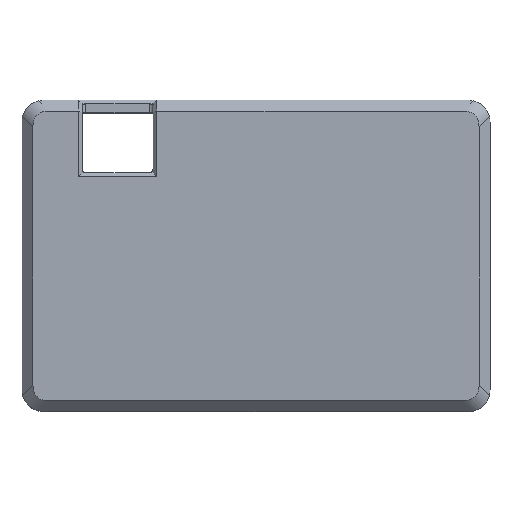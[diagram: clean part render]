
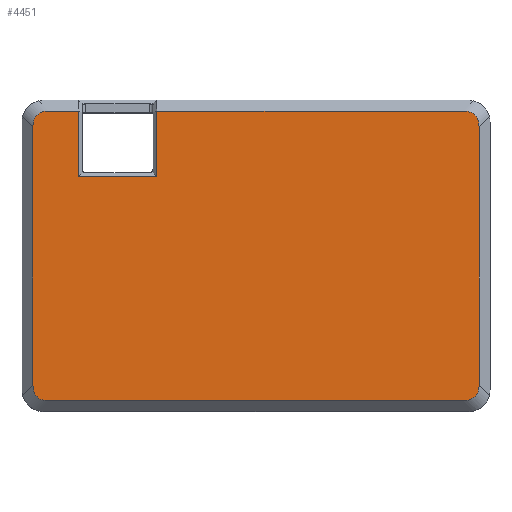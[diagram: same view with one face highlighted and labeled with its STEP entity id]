
A CAD part, top view. The second image highlights one B-rep face of the part: STEP entity #4451.
In plain terms, the highlighted planar face has unit normal (0, 0, 1).
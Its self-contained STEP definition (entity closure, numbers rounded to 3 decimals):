
#154=ELLIPSE('',#4743,10.392,6.);
#155=ELLIPSE('',#4744,10.392,6.);
#156=ELLIPSE('',#4745,10.392,6.);
#157=ELLIPSE('',#4746,10.392,6.);
#447=ORIENTED_EDGE('',*,*,#1803,.T.);
#448=ORIENTED_EDGE('',*,*,#1804,.T.);
#449=ORIENTED_EDGE('',*,*,#1805,.T.);
#450=ORIENTED_EDGE('',*,*,#1806,.T.);
#451=ORIENTED_EDGE('',*,*,#1807,.T.);
#452=ORIENTED_EDGE('',*,*,#1808,.T.);
#453=ORIENTED_EDGE('',*,*,#1809,.T.);
#454=ORIENTED_EDGE('',*,*,#1810,.T.);
#455=ORIENTED_EDGE('',*,*,#1811,.T.);
#456=ORIENTED_EDGE('',*,*,#1812,.T.);
#457=ORIENTED_EDGE('',*,*,#1813,.T.);
#458=ORIENTED_EDGE('',*,*,#1814,.T.);
#1803=EDGE_CURVE('',#2481,#2482,#2887,.T.);
#1804=EDGE_CURVE('',#2482,#2483,#2888,.T.);
#1805=EDGE_CURVE('',#2483,#2484,#2889,.T.);
#1806=EDGE_CURVE('',#2484,#2485,#154,.T.);
#1807=EDGE_CURVE('',#2485,#2486,#2890,.T.);
#1808=EDGE_CURVE('',#2486,#2487,#155,.T.);
#1809=EDGE_CURVE('',#2487,#2488,#2891,.T.);
#1810=EDGE_CURVE('',#2488,#2489,#156,.T.);
#1811=EDGE_CURVE('',#2489,#2490,#2892,.T.);
#1812=EDGE_CURVE('',#2490,#2491,#157,.T.);
#1813=EDGE_CURVE('',#2491,#2492,#2893,.T.);
#1814=EDGE_CURVE('',#2492,#2481,#2894,.T.);
#2481=VERTEX_POINT('',#6725);
#2482=VERTEX_POINT('',#6726);
#2483=VERTEX_POINT('',#6728);
#2484=VERTEX_POINT('',#6730);
#2485=VERTEX_POINT('',#6732);
#2486=VERTEX_POINT('',#6734);
#2487=VERTEX_POINT('',#6736);
#2488=VERTEX_POINT('',#6738);
#2489=VERTEX_POINT('',#6740);
#2490=VERTEX_POINT('',#6742);
#2491=VERTEX_POINT('',#6744);
#2492=VERTEX_POINT('',#6746);
#2887=LINE('',#6724,#3326);
#2888=LINE('',#6727,#3327);
#2889=LINE('',#6729,#3328);
#2890=LINE('',#6733,#3329);
#2891=LINE('',#6737,#3330);
#2892=LINE('',#6741,#3331);
#2893=LINE('',#6745,#3332);
#2894=LINE('',#6747,#3333);
#3326=VECTOR('',#5277,1000.);
#3327=VECTOR('',#5278,1000.);
#3328=VECTOR('',#5279,1000.);
#3329=VECTOR('',#5282,1000.);
#3330=VECTOR('',#5285,1000.);
#3331=VECTOR('',#5288,1000.);
#3332=VECTOR('',#5291,1000.);
#3333=VECTOR('',#5292,1000.);
#3727=EDGE_LOOP('',(#447,#448,#449,#450,#451,#452,#453,#454,#455,#456,#457,
#458));
#4023=FACE_BOUND('',#3727,.T.);
#4315=PLANE('',#4742);
#4451=ADVANCED_FACE('',(#4023),#4315,.T.);
#4742=AXIS2_PLACEMENT_3D('',#6723,#5275,#5276);
#4743=AXIS2_PLACEMENT_3D('',#6731,#5280,#5281);
#4744=AXIS2_PLACEMENT_3D('',#6735,#5283,#5284);
#4745=AXIS2_PLACEMENT_3D('',#6739,#5286,#5287);
#4746=AXIS2_PLACEMENT_3D('',#6743,#5289,#5290);
#5275=DIRECTION('',(0.,0.,1.));
#5276=DIRECTION('',(1.,0.,0.));
#5277=DIRECTION('',(-1.,0.,0.));
#5278=DIRECTION('',(0.,1.,0.));
#5279=DIRECTION('',(-1.,0.,0.));
#5280=DIRECTION('',(0.,0.,1.));
#5281=DIRECTION('',(0.707,-0.707,0.));
#5282=DIRECTION('',(0.,-1.,0.));
#5283=DIRECTION('',(0.,0.,1.));
#5284=DIRECTION('',(0.707,0.707,0.));
#5285=DIRECTION('',(1.,0.,0.));
#5286=DIRECTION('',(0.,0.,1.));
#5287=DIRECTION('',(0.707,-0.707,0.));
#5288=DIRECTION('',(0.,1.,0.));
#5289=DIRECTION('',(0.,0.,1.));
#5290=DIRECTION('',(0.707,0.707,0.));
#5291=DIRECTION('',(-1.,0.,0.));
#5292=DIRECTION('',(0.,-1.,0.));
#6723=CARTESIAN_POINT('',(0.,0.,0.));
#6724=CARTESIAN_POINT('',(0.,21.8,0.));
#6725=CARTESIAN_POINT('',(-27.3,21.8,0.));
#6726=CARTESIAN_POINT('',(-48.8,21.8,0.));
#6727=CARTESIAN_POINT('',(-48.8,0.,0.));
#6728=CARTESIAN_POINT('',(-48.8,39.8,0.));
#6729=CARTESIAN_POINT('',(-64.3,39.8,0.));
#6730=CARTESIAN_POINT('',(-57.057,39.8,0.));
#6731=CARTESIAN_POINT('',(-52.815,31.315,0.));
#6732=CARTESIAN_POINT('',(-61.3,35.557,0.));
#6733=CARTESIAN_POINT('',(-61.3,-42.8,0.));
#6734=CARTESIAN_POINT('',(-61.3,-35.557,0.));
#6735=CARTESIAN_POINT('',(-52.815,-31.315,0.));
#6736=CARTESIAN_POINT('',(-57.057,-39.8,0.));
#6737=CARTESIAN_POINT('',(64.3,-39.8,0.));
#6738=CARTESIAN_POINT('',(57.057,-39.8,0.));
#6739=CARTESIAN_POINT('',(52.815,-31.315,0.));
#6740=CARTESIAN_POINT('',(61.3,-35.557,0.));
#6741=CARTESIAN_POINT('',(61.3,42.8,0.));
#6742=CARTESIAN_POINT('',(61.3,35.557,0.));
#6743=CARTESIAN_POINT('',(52.815,31.315,0.));
#6744=CARTESIAN_POINT('',(57.057,39.8,0.));
#6745=CARTESIAN_POINT('',(-64.3,39.8,0.));
#6746=CARTESIAN_POINT('',(-27.3,39.8,0.));
#6747=CARTESIAN_POINT('',(-27.3,0.,0.));
